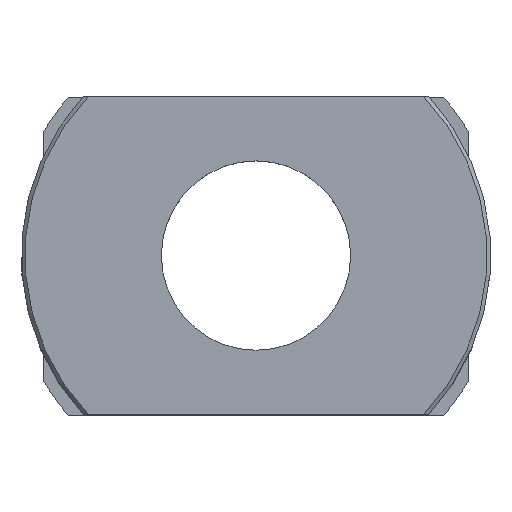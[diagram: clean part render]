
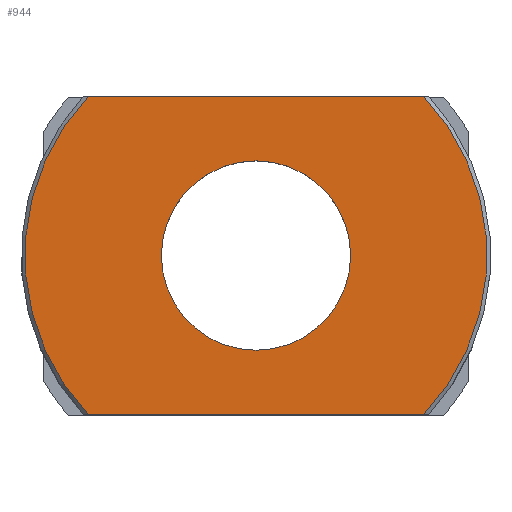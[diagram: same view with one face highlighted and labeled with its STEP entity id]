
A CAD part, top view. The second image highlights one B-rep face of the part: STEP entity #944.
In plain terms, the highlighted planar face has unit normal (0, 0, 1).
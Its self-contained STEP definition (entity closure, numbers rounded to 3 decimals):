
#50=LINE($,#1827,#82);
#54=LINE($,#1852,#86);
#82=VECTOR($,#1253,44.238);
#86=VECTOR($,#1259,44.238);
#120=PLANE($,#1053);
#168=CIRCLE($,#1045,30.5);
#171=CIRCLE($,#1050,12.5);
#173=CIRCLE($,#1054,30.5);
#230=FACE_BOUND($,#379,.T.);
#231=FACE_BOUND($,#380,.T.);
#379=EDGE_LOOP($,(#795));
#380=EDGE_LOOP($,(#796,#797,#798,#799));
#463=VERTEX_POINT($,#1822);
#464=VERTEX_POINT($,#1826);
#471=VERTEX_POINT($,#1847);
#472=VERTEX_POINT($,#1851);
#479=VERTEX_POINT($,#1881);
#566=EDGE_CURVE($,#464,#463,#50,.T.);
#574=EDGE_CURVE($,#472,#471,#54,.T.);
#584=EDGE_CURVE($,#464,#471,#168,.T.);
#587=EDGE_CURVE($,#479,#479,#171,.T.);
#589=EDGE_CURVE($,#472,#463,#173,.T.);
#795=ORIENTED_EDGE($,*,*,#587,.T.);
#796=ORIENTED_EDGE($,*,*,#566,.T.);
#797=ORIENTED_EDGE($,*,*,#589,.F.);
#798=ORIENTED_EDGE($,*,*,#574,.T.);
#799=ORIENTED_EDGE($,*,*,#584,.F.);
#944=ADVANCED_FACE($,(#230,#231),#120,.T.);
#1045=AXIS2_PLACEMENT_3D($,#1874,#1280,#1281);
#1050=AXIS2_PLACEMENT_3D($,#1882,#1290,#1291);
#1053=AXIS2_PLACEMENT_3D($,#1886,#1296,#1297);
#1054=AXIS2_PLACEMENT_3D($,#1887,#1298,#1299);
#1253=DIRECTION($,(-1.,0.,0.));
#1259=DIRECTION($,(1.,0.,0.));
#1280=DIRECTION('center_axis',(0.,0.,
-1.));
#1281=DIRECTION('ref_axis',(0.,-1.,0.));
#1290=DIRECTION('center_axis',(0.,0.,
-1.));
#1291=DIRECTION('ref_axis',(-1.,0.,0.));
#1296=DIRECTION('center_axis',(0.,0.,
1.));
#1297=DIRECTION('ref_axis',(1.,0.,0.));
#1298=DIRECTION('center_axis',(0.,0.,
-1.));
#1299=DIRECTION('ref_axis',(0.,-1.,0.));
#1822=CARTESIAN_POINT('',(51.935,219.456,-16.342));
#1826=CARTESIAN_POINT('',(96.173,219.456,-16.342));
#1827=CARTESIAN_POINT($,(85.456,219.456,-16.342));
#1847=CARTESIAN_POINT('',(96.173,177.456,-16.342));
#1851=CARTESIAN_POINT('',(51.935,177.456,-16.342));
#1852=CARTESIAN_POINT($,(62.652,177.456,-16.342));
#1874=CARTESIAN_POINT('Origin',(74.054,198.456,-16.342));
#1881=CARTESIAN_POINT('',(86.554,198.456,-16.342));
#1882=CARTESIAN_POINT('Origin',(74.054,198.456,-16.342));
#1886=CARTESIAN_POINT('Origin',(74.054,220.206,-16.342));
#1887=CARTESIAN_POINT('Origin',(74.054,198.456,-16.342));
